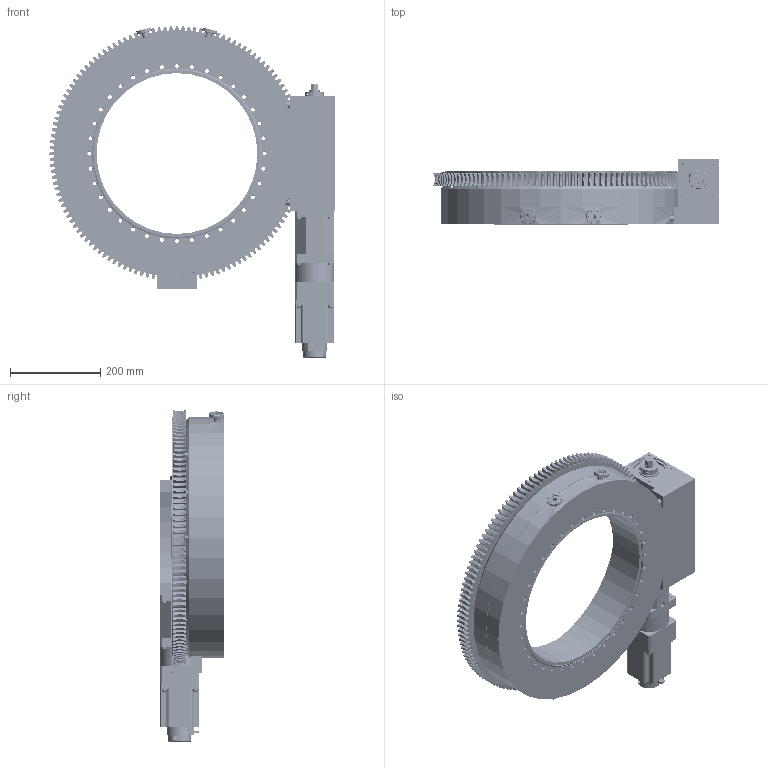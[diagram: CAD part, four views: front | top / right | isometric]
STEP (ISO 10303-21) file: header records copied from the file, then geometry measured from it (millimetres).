
FILE_DESCRIPTION (( 'STEP AP214' ), '1' );
FILE_NAME ('SLO-EX, RNN-1400_MS_EDR.STEP', '2020-09-28T19:56:04', ( '' ), ( '' ), 'SwSTEP 2.0', 'SolidWorks 2010', '' );
FILE_SCHEMA (( 'AUTOMOTIVE_DESIGN' ));
Length unit declared in the file: inch
Products named in the file (1): SLO-EX, RNN-1400_MS_EDR
Bounding box: 631.82 x 143.52 x 735.75 mm (x, y, z)
Surface area: 1334664.6 mm2 (no closed solid volume)
Topology: 0 solids, 330 shells, 2664 faces, 13149 edges, 10258 vertices
Faces by surface type: cylinder 1167, plane 874, torus 218, bspline 217, cone 188
Entity records: 328827 total; most frequent: CARTESIAN_POINT 195002, DIRECTION 19611, ORIENTED_EDGE 18709, EDGE_CURVE 13101, VERTEX_POINT 10258, AXIS2_PLACEMENT_3D 6613, VECTOR 6385, LINE 6385
